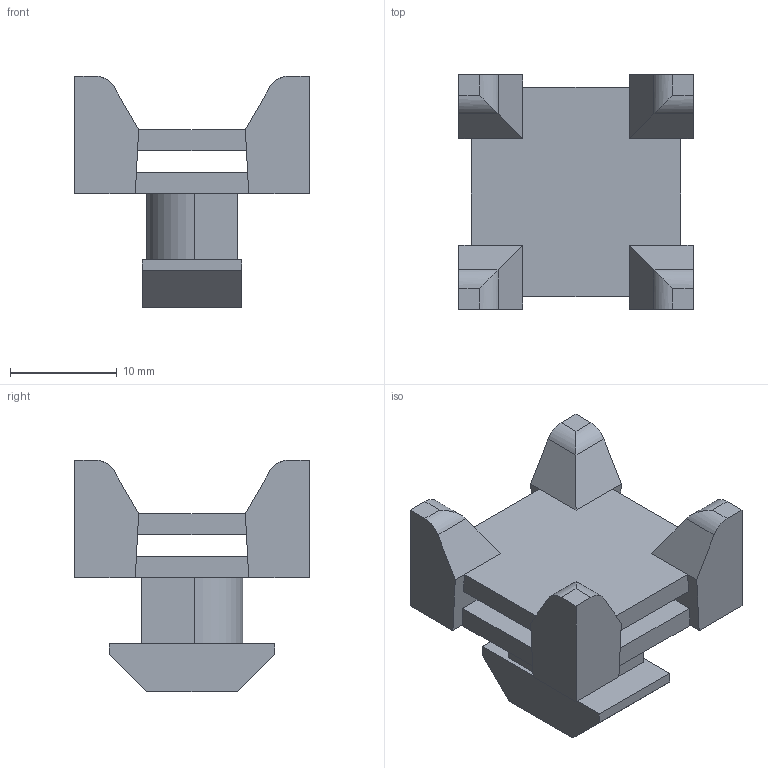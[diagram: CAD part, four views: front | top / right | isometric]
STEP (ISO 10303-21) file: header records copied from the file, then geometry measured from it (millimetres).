
FILE_DESCRIPTION (( 'STEP AP203' ), '1' );
FILE_NAME ('415526564_c_1.STEP', '2022-07-17T11:23:46', ( '' ), ( '' ), 'SwSTEP 2.0', 'SolidWorks 2014', '' );
FILE_SCHEMA (( 'CONFIG_CONTROL_DESIGN' ));
Length unit declared in the file: millimetre
Products named in the file (1): 415526564_c_1
Bounding box: 22 x 22 x 21.7 mm (x, y, z)
Volume: 3416.6 mm3; surface area: 2826.1 mm2
Topology: 1 solids, 1 shells, 62 faces, 180 edges, 116 vertices
Faces by surface type: plane 52, cylinder 10
Entity records: 2089 total; most frequent: CARTESIAN_POINT 371, ORIENTED_EDGE 360, DIRECTION 314, EDGE_CURVE 180, LINE 164, VECTOR 164, VERTEX_POINT 116, AXIS2_PLACEMENT_3D 75
